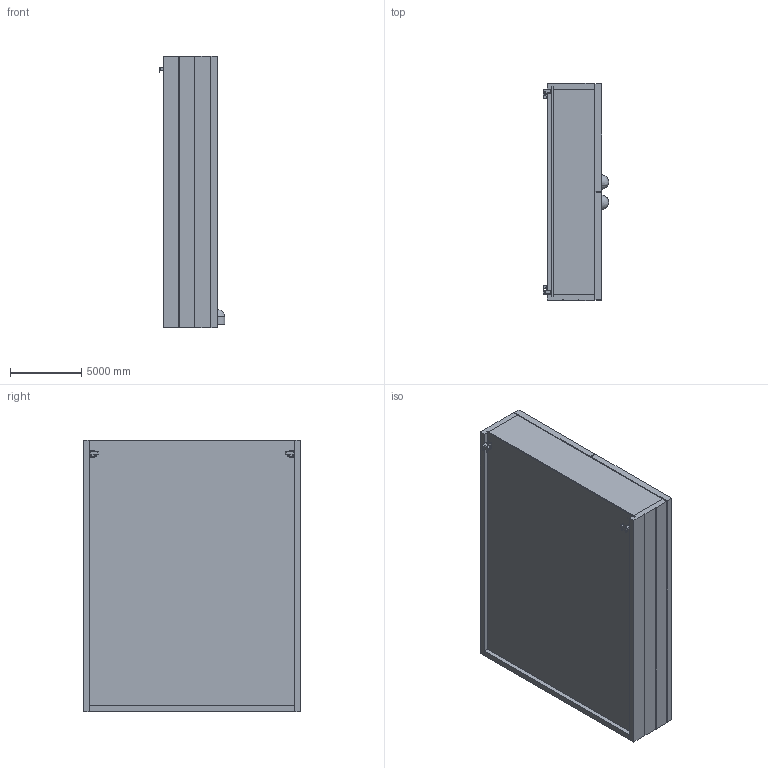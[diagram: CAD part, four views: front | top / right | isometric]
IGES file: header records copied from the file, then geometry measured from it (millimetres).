
Global section: file name: F6M; native system: AutoCAD 2016 - English; preprocessor: Autodesk Translation Framework DWG producer (atf_dwg_producer); organization: unknown; date: 20161003.094721; units: inch
Bounding box: 4596.34 x 15240 x 19050 mm (x, y, z)
Volume: 216422024615.9 mm3; surface area: 2205628642.1 mm2
Topology: 25 solids, 25 shells, 582 faces, 1428 edges, 946 vertices
Faces by surface type: bspline 582
